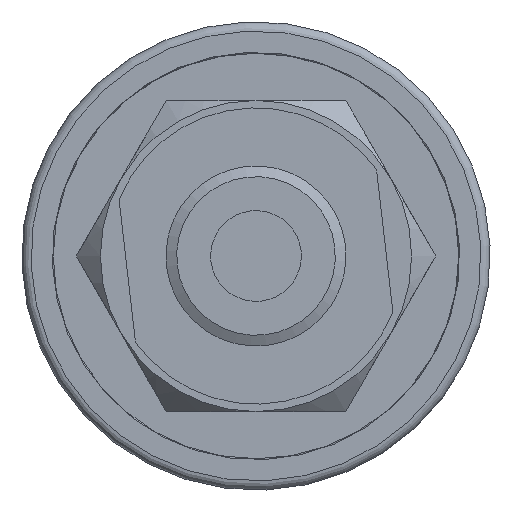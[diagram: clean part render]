
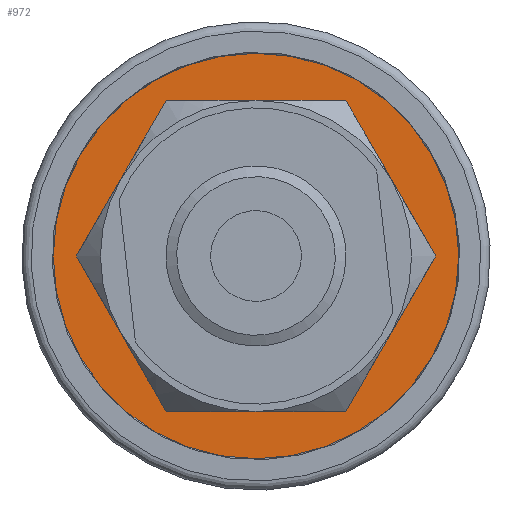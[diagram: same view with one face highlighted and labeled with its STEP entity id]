
A CAD part, left-side view. The second image highlights one B-rep face of the part: STEP entity #972.
In plain terms, the highlighted planar face has unit normal (-1, 0, 0).
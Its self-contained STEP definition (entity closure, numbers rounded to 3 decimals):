
#814=CARTESIAN_POINT('',(12.8,3.762,10.283));
#815=VERTEX_POINT('',#814);
#816=CARTESIAN_POINT('',(12.8,0.0,0.0));
#817=DIRECTION('',(1.0,0.0,0.0));
#818=DIRECTION('',(0.0,1.0,0.0));
#819=AXIS2_PLACEMENT_3D('',#816,#817,#818);
#820=CIRCLE('',#819,10.95);
#821=EDGE_CURVE('',#815,#815,#820,.T.);
#868=CARTESIAN_POINT('',(12.8,4.85,8.4));
#869=VERTEX_POINT('',#868);
#906=CARTESIAN_POINT('',(12.8,-4.85,8.4));
#907=VERTEX_POINT('',#906);
#914=CARTESIAN_POINT('',(12.8,-4.85,8.4));
#915=DIRECTION('',(0.0,1.0,0.0));
#916=VECTOR('',#915,9.699);
#917=LINE('',#914,#916);
#918=EDGE_CURVE('',#907,#869,#917,.T.);
#923=CARTESIAN_POINT('',(12.8,10.384,0.0));
#924=DIRECTION('',(-1.0,0.0,0.0));
#925=DIRECTION('',(0.0,0.0,1.0));
#926=AXIS2_PLACEMENT_3D('',#923,#924,#925);
#927=PLANE('',#926);
#928=ORIENTED_EDGE('',*,*,#821,.F.);
#929=EDGE_LOOP('',(#928));
#930=FACE_OUTER_BOUND('',#929,.T.);
#931=ORIENTED_EDGE('',*,*,#918,.F.);
#932=CARTESIAN_POINT('',(12.8,-9.699,0.));
#933=VERTEX_POINT('',#932);
#934=CARTESIAN_POINT('',(12.8,-9.699,0.));
#935=DIRECTION('',(0.0,0.5,0.866));
#936=VECTOR('',#935,9.699);
#937=LINE('',#934,#936);
#938=EDGE_CURVE('',#933,#907,#937,.T.);
#939=ORIENTED_EDGE('',*,*,#938,.F.);
#940=CARTESIAN_POINT('',(12.8,-4.85,-8.4));
#941=VERTEX_POINT('',#940);
#942=CARTESIAN_POINT('',(12.8,-4.85,-8.4));
#943=DIRECTION('',(0.0,-0.5,0.866));
#944=VECTOR('',#943,9.699);
#945=LINE('',#942,#944);
#946=EDGE_CURVE('',#941,#933,#945,.T.);
#947=ORIENTED_EDGE('',*,*,#946,.F.);
#948=CARTESIAN_POINT('',(12.8,4.85,-8.4));
#949=VERTEX_POINT('',#948);
#950=CARTESIAN_POINT('',(12.8,4.85,-8.4));
#951=DIRECTION('',(0.0,-1.0,0.0));
#952=VECTOR('',#951,9.699);
#953=LINE('',#950,#952);
#954=EDGE_CURVE('',#949,#941,#953,.T.);
#955=ORIENTED_EDGE('',*,*,#954,.F.);
#956=CARTESIAN_POINT('',(12.8,9.699,0.));
#957=VERTEX_POINT('',#956);
#958=CARTESIAN_POINT('',(12.8,9.699,0.));
#959=DIRECTION('',(0.0,-0.5,-0.866));
#960=VECTOR('',#959,9.699);
#961=LINE('',#958,#960);
#962=EDGE_CURVE('',#957,#949,#961,.T.);
#963=ORIENTED_EDGE('',*,*,#962,.F.);
#964=CARTESIAN_POINT('',(12.8,4.85,8.4));
#965=DIRECTION('',(0.0,0.5,-0.866));
#966=VECTOR('',#965,9.699);
#967=LINE('',#964,#966);
#968=EDGE_CURVE('',#869,#957,#967,.T.);
#969=ORIENTED_EDGE('',*,*,#968,.F.);
#970=EDGE_LOOP('',(#931,#939,#947,#955,#963,#969));
#971=FACE_BOUND('',#970,.T.);
#972=ADVANCED_FACE('',(#930,#971),#927,.T.);
